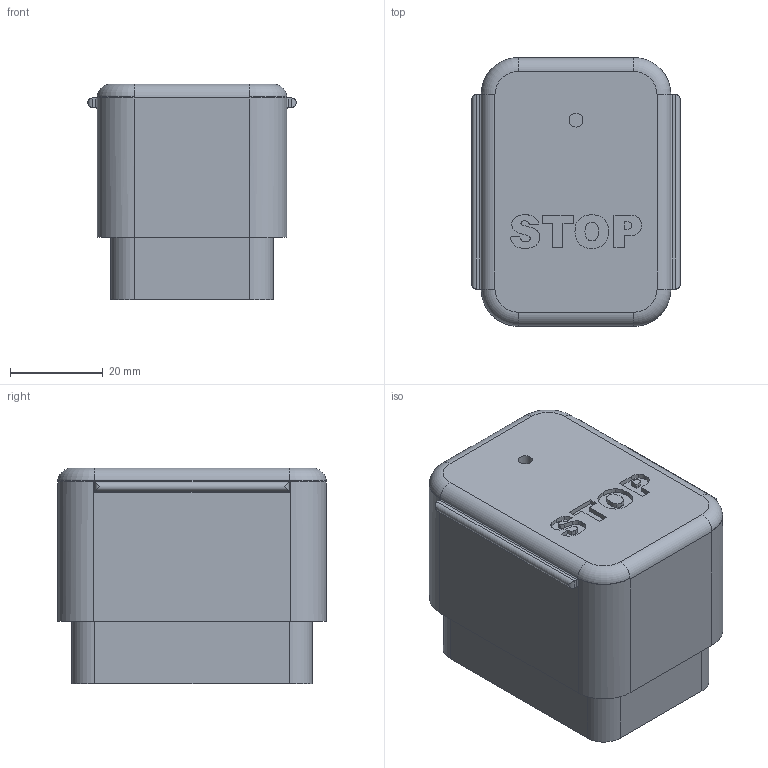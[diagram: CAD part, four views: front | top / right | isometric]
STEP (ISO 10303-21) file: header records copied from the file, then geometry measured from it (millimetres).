
FILE_DESCRIPTION(/* description */ (''),/* implementation_level */ '2;1');
FILE_NAME(/* name */ 'kill switch SAUVC 2023 v8.step',/* time_stamp */ '2024-04-01T22:53:19+05:30',/* author */ (''),/* organization */ (''),/* preprocessor_version */ 'ST-DEVELOPER v20',/* originating_system */ 'Autodesk Translation Framework v12.20.1.177',/* authorisation */ '');
FILE_SCHEMA (('AUTOMOTIVE_DESIGN { 1 0 10303 214 3 1 1 }'));
Length unit declared in the file: millimetre
Products named in the file (1): kill switch SAUVC 2023
Bounding box: 44.9 x 57.87 x 46.5 mm (x, y, z)
Volume: 53482.3 mm3; surface area: 35585.4 mm2
Topology: 4 solids, 4 shells, 296 faces, 760 edges, 479 vertices
Faces by surface type: plane 112, cylinder 89, bspline 60, torus 27, cone 7, sphere 1
Full cylindrical faces by diameter (mm): 3 x3, 6 x3, 7 x1
Entity records: 10770 total; most frequent: CARTESIAN_POINT 3858, ORIENTED_EDGE 1518, DIRECTION 1264, EDGE_CURVE 759, VERTEX_POINT 479, AXIS2_PLACEMENT_3D 438, LINE 388, VECTOR 388
